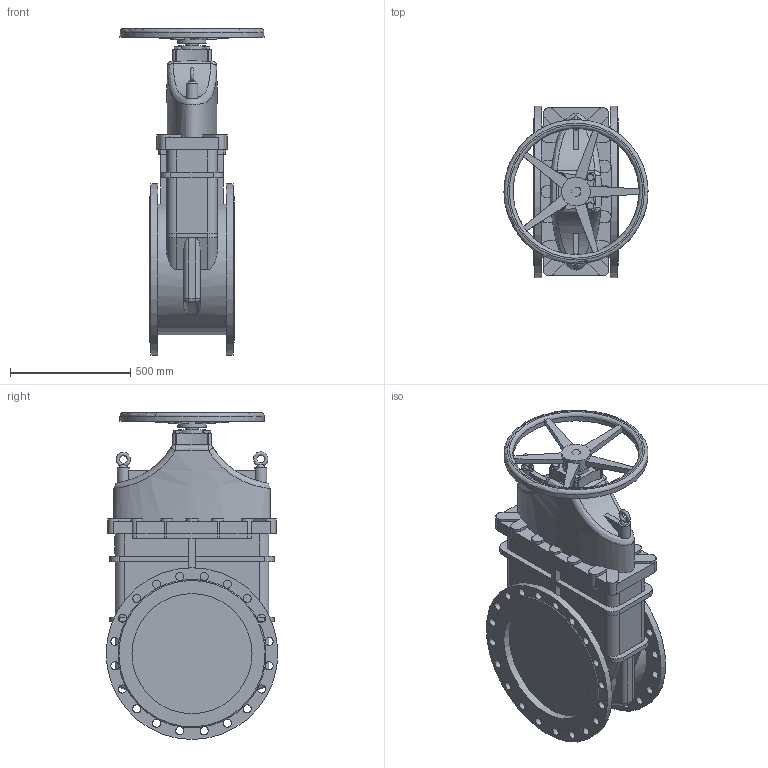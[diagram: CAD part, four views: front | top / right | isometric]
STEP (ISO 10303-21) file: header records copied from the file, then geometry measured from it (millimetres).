
FILE_DESCRIPTION(('STEP AP203'), '1');
FILE_NAME('3D_101_500-16', '', ('UNSPECIFIED'), ('UNSPECIFIED'), 'C3D Converter', 'C3D Toolkit', '');
FILE_SCHEMA(('CONFIG_CONTROL_DESIGN'));
Length unit declared in the file: millimetre
Bounding box: 600 x 715 x 1361.5 mm (x, y, z)
Volume: 165164598 mm3; surface area: 3751906.2 mm2
Topology: 2 solids, 2 shells, 3672 faces, 10987 edges, 7317 vertices
Faces by surface type: plane 3507, cylinder 130, cone 16, sphere 8, torus 6, bspline 5
Full cylindrical faces by diameter (mm): 34 x40, 50 x3, 112 x1, 120 x1, 500 x2, 525 x1, 545 x1, 551 x1, 574 x1, 600 x1, 715 x2
Entity records: 168937 total; most frequent: CARTESIAN_POINT 40782, ORIENTED_EDGE 21816, DIRECTION 18416, EDGE_CURVE 10908, LINE 10332, VECTOR 10332, VERTEX_POINT 7307, AXIS2_PLACEMENT_3D 4042
